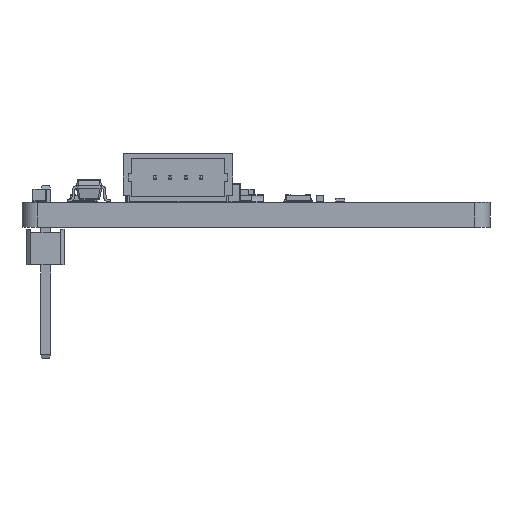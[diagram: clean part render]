
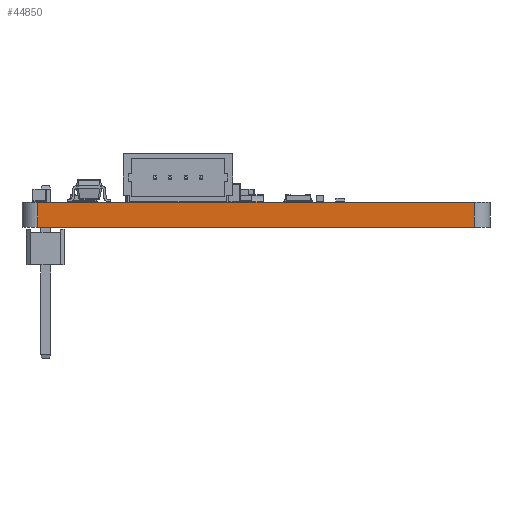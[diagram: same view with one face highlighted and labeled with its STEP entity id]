
A CAD part, left-side view. The second image highlights one B-rep face of the part: STEP entity #44850.
In plain terms, the highlighted planar face has unit normal (-1, 0, 0).
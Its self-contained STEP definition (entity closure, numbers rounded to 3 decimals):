
#43400 = PLANE('',#43401);
#43401 = AXIS2_PLACEMENT_3D('',#43402,#43403,#43404);
#43402 = CARTESIAN_POINT('',(15.,14.963,1.6));
#43403 = DIRECTION('',(-0.,-0.,-1.));
#43404 = DIRECTION('',(-1.,0.,0.));
#43454 = PLANE('',#43455);
#43455 = AXIS2_PLACEMENT_3D('',#43456,#43457,#43458);
#43456 = CARTESIAN_POINT('',(15.,14.963,0.));
#43457 = DIRECTION('',(-0.,-0.,-1.));
#43458 = DIRECTION('',(-1.,0.,0.));
#43713 = VERTEX_POINT('',#43714);
#43714 = CARTESIAN_POINT('',(0.,1.,0.));
#43733 = CYLINDRICAL_SURFACE('',#43734,1.);
#43734 = AXIS2_PLACEMENT_3D('',#43735,#43736,#43737);
#43735 = CARTESIAN_POINT('',(1.,1.,0.));
#43736 = DIRECTION('',(-0.,-0.,-1.));
#43737 = DIRECTION('',(1.,0.,-0.));
#43745 = EDGE_CURVE('',#43713,#43746,#43748,.T.);
#43746 = VERTEX_POINT('',#43747);
#43747 = CARTESIAN_POINT('',(0.,29.,0.));
#43748 = SURFACE_CURVE('',#43749,(#43753,#43760),.PCURVE_S1.);
#43749 = LINE('',#43750,#43751);
#43750 = CARTESIAN_POINT('',(0.,1.,0.));
#43751 = VECTOR('',#43752,1.);
#43752 = DIRECTION('',(0.,1.,0.));
#43753 = PCURVE('',#43454,#43754);
#43754 = DEFINITIONAL_REPRESENTATION('',(#43755),#43759);
#43755 = LINE('',#43756,#43757);
#43756 = CARTESIAN_POINT('',(15.,-13.963));
#43757 = VECTOR('',#43758,1.);
#43758 = DIRECTION('',(0.,1.));
#43759 = ( GEOMETRIC_REPRESENTATION_CONTEXT(2) 
PARAMETRIC_REPRESENTATION_CONTEXT() REPRESENTATION_CONTEXT('2D SPACE',''
  ) );
#43760 = PCURVE('',#43761,#43766);
#43761 = PLANE('',#43762);
#43762 = AXIS2_PLACEMENT_3D('',#43763,#43764,#43765);
#43763 = CARTESIAN_POINT('',(0.,1.,0.));
#43764 = DIRECTION('',(-1.,0.,0.));
#43765 = DIRECTION('',(0.,1.,0.));
#43766 = DEFINITIONAL_REPRESENTATION('',(#43767),#43771);
#43767 = LINE('',#43768,#43769);
#43768 = CARTESIAN_POINT('',(0.,0.));
#43769 = VECTOR('',#43770,1.);
#43770 = DIRECTION('',(1.,0.));
#43771 = ( GEOMETRIC_REPRESENTATION_CONTEXT(2) 
PARAMETRIC_REPRESENTATION_CONTEXT() REPRESENTATION_CONTEXT('2D SPACE',''
  ) );
#43794 = CYLINDRICAL_SURFACE('',#43795,1.);
#43795 = AXIS2_PLACEMENT_3D('',#43796,#43797,#43798);
#43796 = CARTESIAN_POINT('',(1.,29.,0.));
#43797 = DIRECTION('',(-0.,-0.,-1.));
#43798 = DIRECTION('',(1.,0.,-0.));
#44244 = VERTEX_POINT('',#44245);
#44245 = CARTESIAN_POINT('',(0.,1.,1.6));
#44271 = EDGE_CURVE('',#44244,#44272,#44274,.T.);
#44272 = VERTEX_POINT('',#44273);
#44273 = CARTESIAN_POINT('',(0.,29.,1.6));
#44274 = SURFACE_CURVE('',#44275,(#44279,#44286),.PCURVE_S1.);
#44275 = LINE('',#44276,#44277);
#44276 = CARTESIAN_POINT('',(0.,1.,1.6));
#44277 = VECTOR('',#44278,1.);
#44278 = DIRECTION('',(0.,1.,0.));
#44279 = PCURVE('',#43400,#44280);
#44280 = DEFINITIONAL_REPRESENTATION('',(#44281),#44285);
#44281 = LINE('',#44282,#44283);
#44282 = CARTESIAN_POINT('',(15.,-13.963));
#44283 = VECTOR('',#44284,1.);
#44284 = DIRECTION('',(0.,1.));
#44285 = ( GEOMETRIC_REPRESENTATION_CONTEXT(2) 
PARAMETRIC_REPRESENTATION_CONTEXT() REPRESENTATION_CONTEXT('2D SPACE',''
  ) );
#44286 = PCURVE('',#43761,#44287);
#44287 = DEFINITIONAL_REPRESENTATION('',(#44288),#44292);
#44288 = LINE('',#44289,#44290);
#44289 = CARTESIAN_POINT('',(0.,-1.6));
#44290 = VECTOR('',#44291,1.);
#44291 = DIRECTION('',(1.,0.));
#44292 = ( GEOMETRIC_REPRESENTATION_CONTEXT(2) 
PARAMETRIC_REPRESENTATION_CONTEXT() REPRESENTATION_CONTEXT('2D SPACE',''
  ) );
#44802 = EDGE_CURVE('',#43746,#44272,#44803,.T.);
#44803 = SURFACE_CURVE('',#44804,(#44808,#44815),.PCURVE_S1.);
#44804 = LINE('',#44805,#44806);
#44805 = CARTESIAN_POINT('',(0.,29.,0.));
#44806 = VECTOR('',#44807,1.);
#44807 = DIRECTION('',(0.,0.,1.));
#44808 = PCURVE('',#43794,#44809);
#44809 = DEFINITIONAL_REPRESENTATION('',(#44810),#44814);
#44810 = LINE('',#44811,#44812);
#44811 = CARTESIAN_POINT('',(-3.142,0.));
#44812 = VECTOR('',#44813,1.);
#44813 = DIRECTION('',(-0.,-1.));
#44814 = ( GEOMETRIC_REPRESENTATION_CONTEXT(2) 
PARAMETRIC_REPRESENTATION_CONTEXT() REPRESENTATION_CONTEXT('2D SPACE',''
  ) );
#44815 = PCURVE('',#43761,#44816);
#44816 = DEFINITIONAL_REPRESENTATION('',(#44817),#44821);
#44817 = LINE('',#44818,#44819);
#44818 = CARTESIAN_POINT('',(28.,0.));
#44819 = VECTOR('',#44820,1.);
#44820 = DIRECTION('',(0.,-1.));
#44821 = ( GEOMETRIC_REPRESENTATION_CONTEXT(2) 
PARAMETRIC_REPRESENTATION_CONTEXT() REPRESENTATION_CONTEXT('2D SPACE',''
  ) );
#44827 = EDGE_CURVE('',#43713,#44244,#44828,.T.);
#44828 = SURFACE_CURVE('',#44829,(#44833,#44840),.PCURVE_S1.);
#44829 = LINE('',#44830,#44831);
#44830 = CARTESIAN_POINT('',(0.,1.,0.));
#44831 = VECTOR('',#44832,1.);
#44832 = DIRECTION('',(0.,0.,1.));
#44833 = PCURVE('',#43733,#44834);
#44834 = DEFINITIONAL_REPRESENTATION('',(#44835),#44839);
#44835 = LINE('',#44836,#44837);
#44836 = CARTESIAN_POINT('',(-3.142,0.));
#44837 = VECTOR('',#44838,1.);
#44838 = DIRECTION('',(-0.,-1.));
#44839 = ( GEOMETRIC_REPRESENTATION_CONTEXT(2) 
PARAMETRIC_REPRESENTATION_CONTEXT() REPRESENTATION_CONTEXT('2D SPACE',''
  ) );
#44840 = PCURVE('',#43761,#44841);
#44841 = DEFINITIONAL_REPRESENTATION('',(#44842),#44846);
#44842 = LINE('',#44843,#44844);
#44843 = CARTESIAN_POINT('',(0.,0.));
#44844 = VECTOR('',#44845,1.);
#44845 = DIRECTION('',(0.,-1.));
#44846 = ( GEOMETRIC_REPRESENTATION_CONTEXT(2) 
PARAMETRIC_REPRESENTATION_CONTEXT() REPRESENTATION_CONTEXT('2D SPACE',''
  ) );
#44850 = ADVANCED_FACE('',(#44851),#43761,.T.);
#44851 = FACE_BOUND('',#44852,.T.);
#44852 = EDGE_LOOP('',(#44853,#44854,#44855,#44856));
#44853 = ORIENTED_EDGE('',*,*,#44827,.T.);
#44854 = ORIENTED_EDGE('',*,*,#44271,.T.);
#44855 = ORIENTED_EDGE('',*,*,#44802,.F.);
#44856 = ORIENTED_EDGE('',*,*,#43745,.F.);
